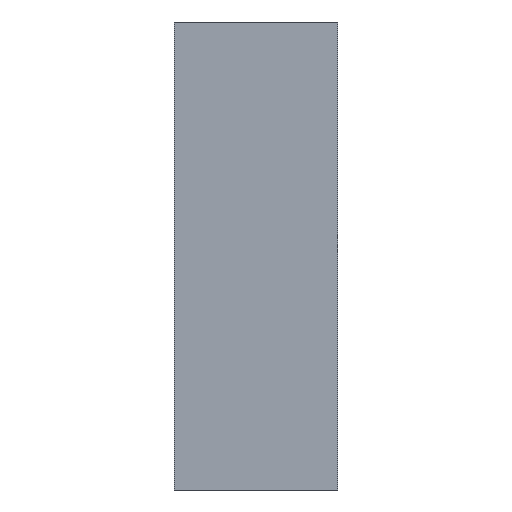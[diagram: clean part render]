
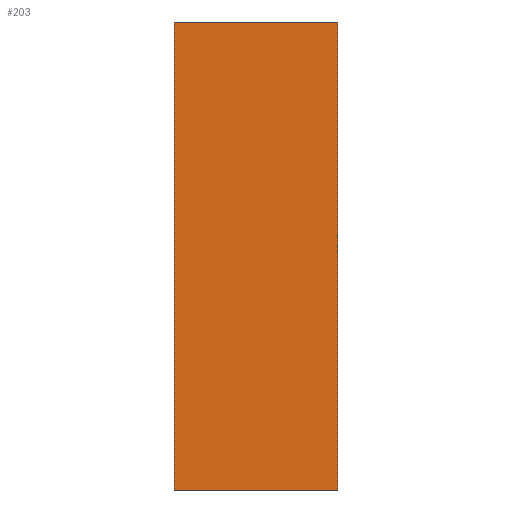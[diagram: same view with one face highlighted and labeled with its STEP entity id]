
A CAD part, front view. The second image highlights one B-rep face of the part: STEP entity #203.
In plain terms, the highlighted planar face has unit normal (0, -1, 0).
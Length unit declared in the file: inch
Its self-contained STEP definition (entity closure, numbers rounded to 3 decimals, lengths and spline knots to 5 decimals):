
#27=FACE_OUTER_BOUND('',#39,.T.);
#39=EDGE_LOOP('',(#172,#173,#174,#175));
#56=LINE('',#302,#80);
#59=LINE('',#307,#83);
#61=LINE('',#311,#85);
#63=LINE('',#314,#87);
#80=VECTOR('',#247,120.);
#83=VECTOR('',#252,42.);
#85=VECTOR('',#256,120.);
#87=VECTOR('',#260,42.);
#100=VERTEX_POINT('',#300);
#101=VERTEX_POINT('',#301);
#102=VERTEX_POINT('',#306);
#103=VERTEX_POINT('',#310);
#120=EDGE_CURVE('',#100,#101,#56,.T.);
#123=EDGE_CURVE('',#101,#102,#59,.T.);
#125=EDGE_CURVE('',#102,#103,#61,.T.);
#127=EDGE_CURVE('',#103,#100,#63,.T.);
#172=ORIENTED_EDGE('',*,*,#120,.F.);
#173=ORIENTED_EDGE('',*,*,#127,.F.);
#174=ORIENTED_EDGE('',*,*,#125,.F.);
#175=ORIENTED_EDGE('',*,*,#123,.F.);
#186=PLANE('',#216);
#203=ADVANCED_FACE('',(#27),#186,.T.);
#216=AXIS2_PLACEMENT_3D('',#316,#263,#264);
#247=DIRECTION('',(0.,0.,1.));
#252=DIRECTION('',(1.,0.,0.));
#256=DIRECTION('',(0.,0.,-1.));
#260=DIRECTION('',(-1.,0.,0.));
#263=DIRECTION('center_axis',(0.,-1.,0.));
#264=DIRECTION('ref_axis',(0.,0.,-1.));
#300=CARTESIAN_POINT('',(0.,0.,-120.));
#301=CARTESIAN_POINT('',(0.,0.,0.));
#302=CARTESIAN_POINT('',(0.,0.,0.));
#306=CARTESIAN_POINT('',(42.,0.,0.));
#307=CARTESIAN_POINT('',(0.,0.,0.));
#310=CARTESIAN_POINT('',(42.,0.,-120.));
#311=CARTESIAN_POINT('',(42.,0.,0.));
#314=CARTESIAN_POINT('',(0.,0.,-120.));
#316=CARTESIAN_POINT('Origin',(0.,0.,-120.));
